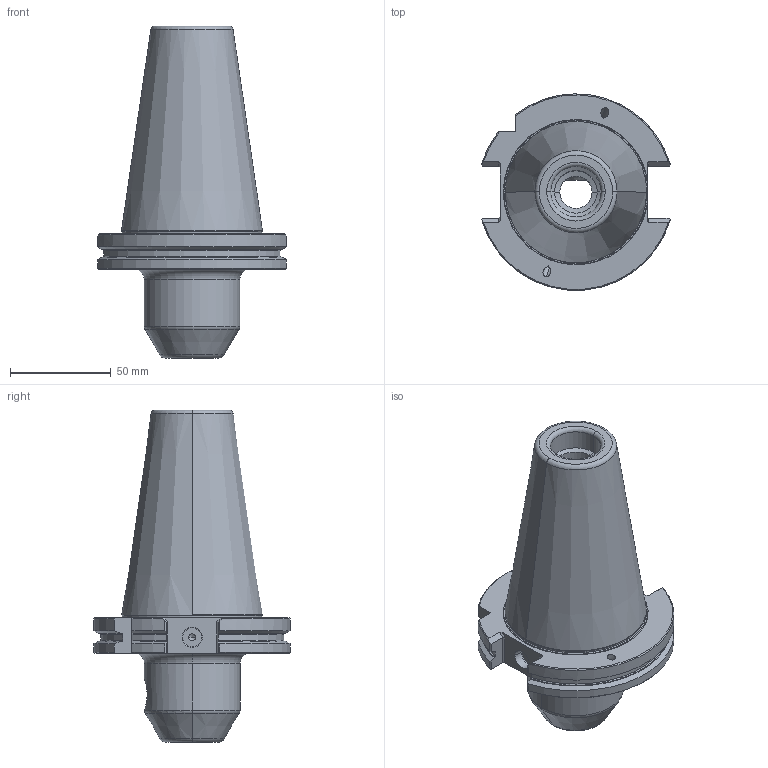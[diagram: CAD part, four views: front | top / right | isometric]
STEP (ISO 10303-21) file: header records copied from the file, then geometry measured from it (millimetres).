
FILE_DESCRIPTION(('no description'),'unknown implementation level');
FILE_NAME('89B075C3-7D7B-447F-878A-9007407D54E2_export.stp',' ',('CIMSOURCE GmbH'),('CADClick - KiM GmbH - www.kimweb.de'),'unknown preprocess','ACIS','unknown authorization');
FILE_SCHEMA(('automotive_design'));
Length unit declared in the file: millimetre
Products named in the file (2): 490.216 Kaiser SK50B_VBD X D16B X 63|490.216 Kaiser SK50B_VBD X D16B X 63_Standard;NONE; 490.216 Kaiser SK50B_VBD X D16B X 63|690.481 Kaiser ETL M14 X 16_Standard;NONE
Bounding box: 93.58 x 97.27 x 164.6 mm (x, y, z)
Volume: 384693.5 mm3; surface area: 53912.3 mm2
Topology: 2 solids, 2 shells, 180 faces, 451 edges, 279 vertices
Faces by surface type: plane 65, cylinder 51, cone 42, torus 22
Entity records: 10868 total; most frequent: CARTESIAN_POINT 1503, STYLED_ITEM 906, PRESENTATION_STYLE_ASSIGNMENT 906, COLOUR_RGB 906, DIRECTION 898, ORIENTED_EDGE 890, EDGE_CURVE 445, CURVE_STYLE 445
